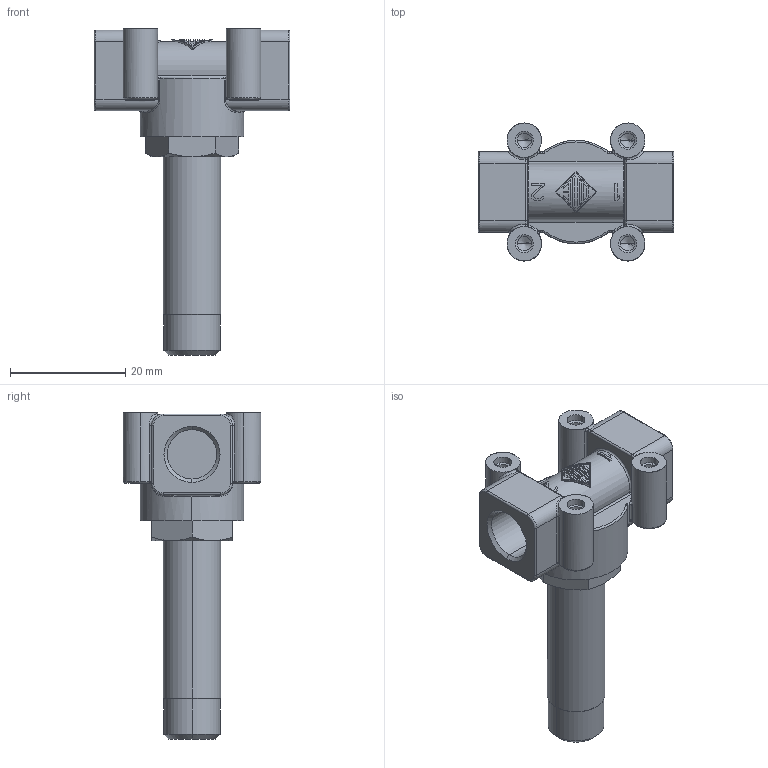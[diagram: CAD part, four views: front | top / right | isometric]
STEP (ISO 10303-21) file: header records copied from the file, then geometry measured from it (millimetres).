
FILE_DESCRIPTION((''),'2;1');
FILE_NAME('21JPIR1V23_T0_ING_NOCOIL_ASM','2015-09-11T',('romeri'),('O.D.E.'),'PRO/ENGINEER BY PARAMETRIC TECHNOLOGY CORPORATION, 2011410','PRO/ENGINEER BY PARAMETRIC TECHNOLOGY CORPORATION, 2011410','');
FILE_SCHEMA(('CONFIG_CONTROL_DESIGN','SHAPE_APPEARANCE_LAYERS_GROUPS'));
Length unit declared in the file: millimetre
Products named in the file (3): 450JP1_12_INGOMBRO; 452062_INGOMBRO; 21JPIR1V23_T0_ING_NOCOIL_ASM
Assembly tree (2 placements, depth 2):
  21JPIR1V23_T0_ING_NOCOIL_ASM
    450JP1_12_INGOMBRO
    452062_INGOMBRO
Bounding box: 34 x 23.96 x 56.65 mm (x, y, z)
Volume: 3921.7 mm3; surface area: 5710.4 mm2
Topology: 1 solids, 2 shells, 313 faces, 748 edges, 444 vertices
Faces by surface type: plane 118, cylinder 94, bspline 32, cone 31, torus 30, sphere 8
Entity records: 12563 total; most frequent: CARTESIAN_POINT 3544, ORIENTED_EDGE 1464, DIRECTION 1390, EDGE_CURVE 740, PRESENTATION_STYLE_ASSIGNMENT 684, STYLED_ITEM 684, CURVE_STYLE 683, AXIS2_PLACEMENT_3D 562
